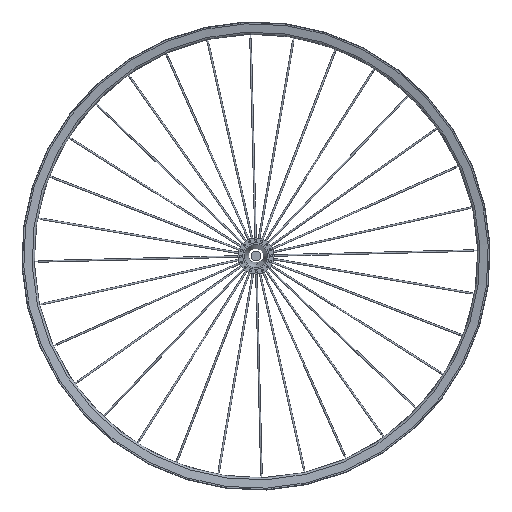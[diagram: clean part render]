
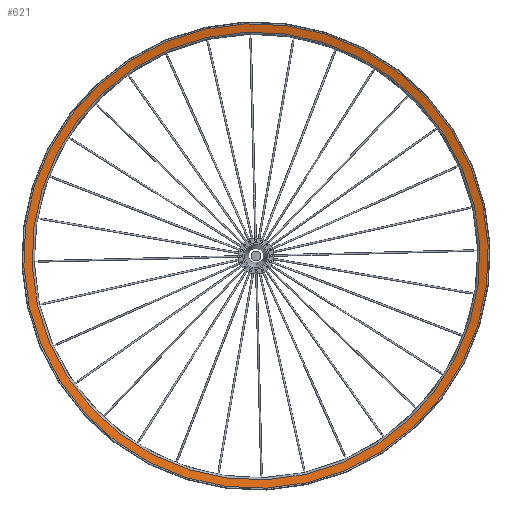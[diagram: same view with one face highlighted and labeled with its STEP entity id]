
A CAD part, front view. The second image highlights one B-rep face of the part: STEP entity #621.
In plain terms, the highlighted conical face has half-angle 79.611 degrees and reference radius 272.459 mm.
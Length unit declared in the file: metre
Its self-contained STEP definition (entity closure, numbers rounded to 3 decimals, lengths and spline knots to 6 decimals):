
#621 = ADVANCED_FACE( '', ( #1141, #1142 ), #1143, .F. );
#1141 = FACE_OUTER_BOUND( '', #1730, .T. );
#1142 = FACE_BOUND( '', #1731, .T. );
#1143 = CONICAL_SURFACE( '', #1732, 0.272459, 1.389 );
#1730 = EDGE_LOOP( '', ( #2434 ) );
#1731 = EDGE_LOOP( '', ( #2435 ) );
#1732 = AXIS2_PLACEMENT_3D( '', #2436, #2437, #2438 );
#2434 = ORIENTED_EDGE( '', *, *, #2841, .F. );
#2435 = ORIENTED_EDGE( '', *, *, #3009, .T. );
#2436 = CARTESIAN_POINT( '', ( 0.012951, 0., -0.27 ) );
#2437 = DIRECTION( '', ( 1., 0., 0. ) );
#2438 = DIRECTION( '', ( 0., 1., 0. ) );
#2841 = EDGE_CURVE( '', #3141, #3141, #3142, .T. );
#3009 = EDGE_CURVE( '', #3415, #3415, #3416, .T. );
#3141 = VERTEX_POINT( '', #3600 );
#3142 = CIRCLE( '', #3601, 0.282742 );
#3415 = VERTEX_POINT( '', #5058 );
#3416 = CIRCLE( '', #5059, 0.272459 );
#3600 = CARTESIAN_POINT( '', ( 0.014836, -0.282742, -0.27 ) );
#3601 = AXIS2_PLACEMENT_3D( '', #6433, #6434, #6435 );
#5058 = CARTESIAN_POINT( '', ( 0.012951, -0.272459, -0.27 ) );
#5059 = AXIS2_PLACEMENT_3D( '', #6661, #6662, #6663 );
#6433 = CARTESIAN_POINT( '', ( 0.014836, 0., -0.27 ) );
#6434 = DIRECTION( '', ( -1., 0., 0. ) );
#6435 = DIRECTION( '', ( 0., -1., 0. ) );
#6661 = CARTESIAN_POINT( '', ( 0.012951, 0., -0.27 ) );
#6662 = DIRECTION( '', ( -1., 0., 0. ) );
#6663 = DIRECTION( '', ( 0., -1., 0. ) );
